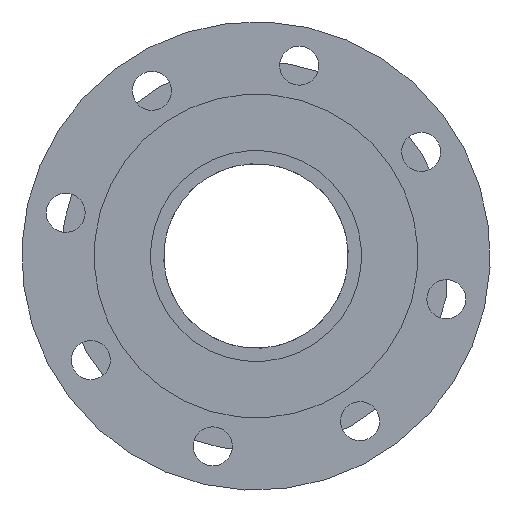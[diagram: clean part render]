
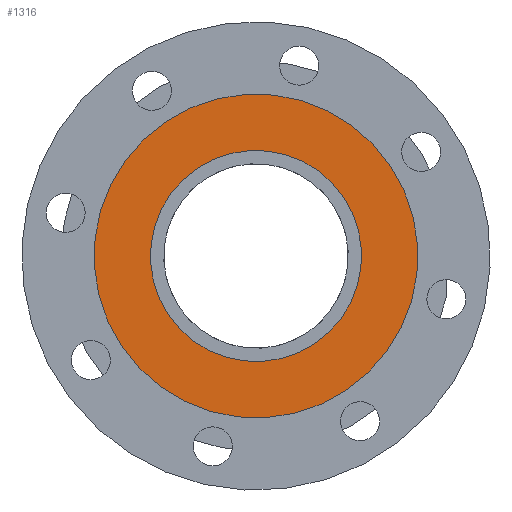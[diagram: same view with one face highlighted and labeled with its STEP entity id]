
A CAD part, left-side view. The second image highlights one B-rep face of the part: STEP entity #1316.
In plain terms, the highlighted planar face has unit normal (-1, 0, 0).
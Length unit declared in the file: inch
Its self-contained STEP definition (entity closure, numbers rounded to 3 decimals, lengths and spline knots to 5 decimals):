
#10 = DIRECTION ( 'NONE',  ( 0., 0.109, -0.994 ) ) ;
#36 = ORIENTED_EDGE ( 'NONE', *, *, #1053, .T. ) ;
#137 = CARTESIAN_POINT ( 'NONE',  ( -6.15686, 0., 0. ) ) ;
#155 = ORIENTED_EDGE ( 'NONE', *, *, #1092, .T. ) ;
#178 = DIRECTION ( 'NONE',  ( 1., 0., 0. ) ) ;
#203 = CARTESIAN_POINT ( 'NONE',  ( -6.15686, 0.34035, -3.09156 ) ) ;
#248 = AXIS2_PLACEMENT_3D ( 'NONE', #137, #644, #971 ) ;
#321 = EDGE_CURVE ( 'NONE', #835, #1689, #905, .T. ) ;
#323 = ORIENTED_EDGE ( 'NONE', *, *, #321, .T. ) ;
#353 = PLANE ( 'NONE',  #781 ) ;
#437 = CIRCLE ( 'NONE', #248, 3.11024 ) ;
#488 = EDGE_LOOP ( 'NONE', ( #1715, #323 ) ) ;
#515 = CARTESIAN_POINT ( 'NONE',  ( -6.15686, 2.55347, 0.28111 ) ) ;
#562 = VERTEX_POINT ( 'NONE', #1967 ) ;
#563 = CIRCLE ( 'NONE', #866, 2.02756 ) ;
#595 = FACE_BOUND ( 'NONE', #1366, .T. ) ;
#644 = DIRECTION ( 'NONE',  ( -1., 0., 0. ) ) ;
#743 = CARTESIAN_POINT ( 'NONE',  ( -6.15686, -0.22187, 2.01538 ) ) ;
#755 = CARTESIAN_POINT ( 'NONE',  ( -6.15686, 0., 0. ) ) ;
#781 = AXIS2_PLACEMENT_3D ( 'NONE', #515, #1896, #1782 ) ;
#799 = VERTEX_POINT ( 'NONE', #743 ) ;
#835 = VERTEX_POINT ( 'NONE', #1226 ) ;
#866 = AXIS2_PLACEMENT_3D ( 'NONE', #1612, #178, #10 ) ;
#905 = CIRCLE ( 'NONE', #1760, 3.11024 ) ;
#910 = DIRECTION ( 'NONE',  ( 0., 0.109, -0.994 ) ) ;
#956 = AXIS2_PLACEMENT_3D ( 'NONE', #1750, #1757, #1762 ) ;
#971 = DIRECTION ( 'NONE',  ( 0., 0.109, -0.994 ) ) ;
#1053 = EDGE_CURVE ( 'NONE', #799, #562, #1937, .T. ) ;
#1092 = EDGE_CURVE ( 'NONE', #562, #799, #563, .T. ) ;
#1226 = CARTESIAN_POINT ( 'NONE',  ( -6.15686, -0.34035, 3.09156 ) ) ;
#1316 = ADVANCED_FACE ( 'NONE', ( #1388, #595 ), #353, .T. ) ;
#1366 = EDGE_LOOP ( 'NONE', ( #155, #36 ) ) ;
#1388 = FACE_OUTER_BOUND ( 'NONE', #488, .T. ) ;
#1552 = EDGE_CURVE ( 'NONE', #1689, #835, #437, .T. ) ;
#1612 = CARTESIAN_POINT ( 'NONE',  ( -6.15686, 0., 0. ) ) ;
#1689 = VERTEX_POINT ( 'NONE', #203 ) ;
#1715 = ORIENTED_EDGE ( 'NONE', *, *, #1552, .T. ) ;
#1750 = CARTESIAN_POINT ( 'NONE',  ( -6.15686, 0., 0. ) ) ;
#1757 = DIRECTION ( 'NONE',  ( 1., 0., 0. ) ) ;
#1760 = AXIS2_PLACEMENT_3D ( 'NONE', #755, #1821, #910 ) ;
#1762 = DIRECTION ( 'NONE',  ( 0., 0.109, -0.994 ) ) ;
#1782 = DIRECTION ( 'NONE',  ( 0., -0.109, 0.994 ) ) ;
#1821 = DIRECTION ( 'NONE',  ( -1., 0., 0. ) ) ;
#1896 = DIRECTION ( 'NONE',  ( -1., 0., 0. ) ) ;
#1937 = CIRCLE ( 'NONE', #956, 2.02756 ) ;
#1967 = CARTESIAN_POINT ( 'NONE',  ( -6.15686, 0.22187, -2.01538 ) ) ;
